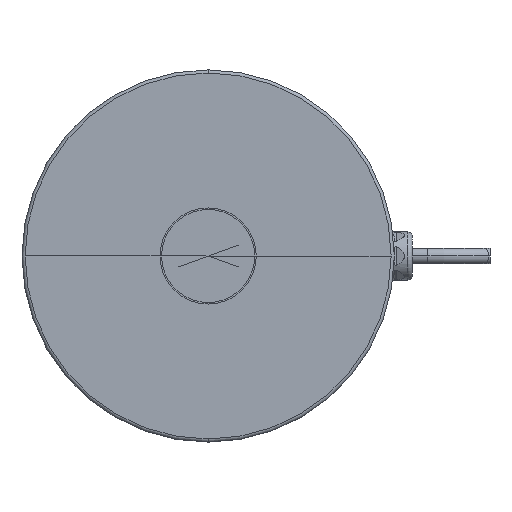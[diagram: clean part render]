
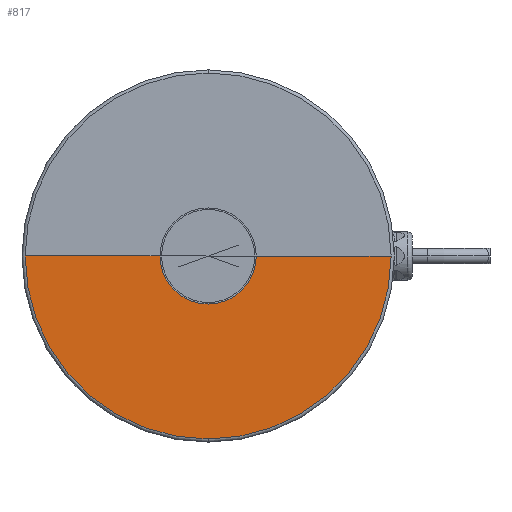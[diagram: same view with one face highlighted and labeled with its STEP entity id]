
A CAD part, front view. The second image highlights one B-rep face of the part: STEP entity #817.
In plain terms, the highlighted conical face has half-angle 89.999 degrees and reference radius 37.242 mm.
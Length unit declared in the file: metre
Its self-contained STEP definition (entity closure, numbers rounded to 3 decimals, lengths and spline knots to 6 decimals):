
#817=ADVANCED_FACE('23:582',(#1544),#1545,.F.);
#1544=FACE_OUTER_BOUND('',#2671,.T.);
#1545=CONICAL_SURFACE('',#2672,0.037242,1.571);
#2671=EDGE_LOOP('',(#9240,#9241,#9242,#9243,#9244));
#2672=AXIS2_PLACEMENT_3D('',#9245,#9246,#9247);
#9240=ORIENTED_EDGE('',*,*,#11692,.F.);
#9241=ORIENTED_EDGE('',*,*,#11693,.F.);
#9242=ORIENTED_EDGE('',*,*,#11689,.F.);
#9243=ORIENTED_EDGE('',*,*,#11694,.F.);
#9244=ORIENTED_EDGE('',*,*,#11695,.T.);
#9245=CARTESIAN_POINT('',(0.0,0.004,0.0));
#9246=DIRECTION('',(-0.0,-1.0,0.0));
#9247=DIRECTION('',(-1.0,0.0,0.0));
#11689=EDGE_CURVE('23:1703',#14701,#14703,#14704,.T.);
#11692=EDGE_CURVE('',#14707,#14708,#14709,.T.);
#11693=EDGE_CURVE('23:1703',#14703,#14707,#14710,.T.);
#11694=EDGE_CURVE('',#14711,#14701,#14712,.T.);
#11695=EDGE_CURVE('23:1700',#14711,#14708,#14713,.T.);
#14701=VERTEX_POINT('',#16644);
#14703=VERTEX_POINT('',#16646);
#14704=CIRCLE('',#16647,0.058984);
#14707=VERTEX_POINT('',#16650);
#14708=VERTEX_POINT('',#16651);
#14709=LINE('',#16652,#16653);
#14710=CIRCLE('',#16654,0.058984);
#14711=VERTEX_POINT('',#16655);
#14712=LINE('',#16656,#16657);
#14713=CIRCLE('',#16658,0.015499);
#16644=CARTESIAN_POINT('',(0.058984,0.004,0.));
#16646=CARTESIAN_POINT('',(0.,0.004,-0.058984));
#16647=AXIS2_PLACEMENT_3D('',#21491,#21492,#21493);
#16650=CARTESIAN_POINT('',(-0.058984,0.004,0.));
#16651=CARTESIAN_POINT('',(-0.015499,0.004001,0.));
#16652=CARTESIAN_POINT('',(-0.037242,0.004,0.));
#16653=VECTOR('',#21500,1.0);
#16654=AXIS2_PLACEMENT_3D('',#21501,#21502,#21503);
#16655=CARTESIAN_POINT('',(0.015499,0.004001,0.));
#16656=CARTESIAN_POINT('',(0.037242,0.004,0.));
#16657=VECTOR('',#21504,1.0);
#16658=AXIS2_PLACEMENT_3D('',#21505,#21506,#21507);
#21491=CARTESIAN_POINT('',(0.0,0.004,0.0));
#21492=DIRECTION('',(-0.0,1.0,0.0));
#21493=DIRECTION('',(1.0,0.0,0.0));
#21500=DIRECTION('',(1.,0.,0.));
#21501=CARTESIAN_POINT('',(0.0,0.004,0.0));
#21502=DIRECTION('',(-0.0,1.0,0.0));
#21503=DIRECTION('',(1.0,0.0,0.0));
#21504=DIRECTION('',(1.,0.,0.));
#21505=CARTESIAN_POINT('',(0.0,0.004001,0.0));
#21506=DIRECTION('',(-0.0,1.0,0.0));
#21507=DIRECTION('',(1.0,0.0,0.0));
